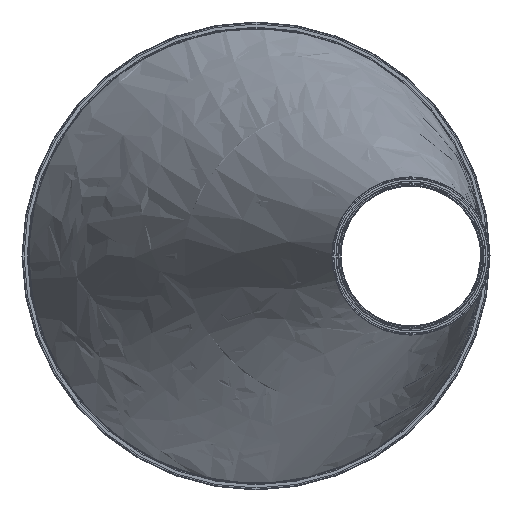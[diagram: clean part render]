
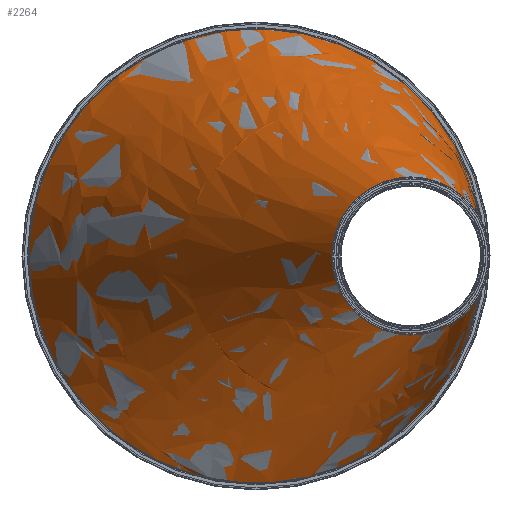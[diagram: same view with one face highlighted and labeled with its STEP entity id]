
A CAD part, left-side view. The second image highlights one B-rep face of the part: STEP entity #2264.
In plain terms, the highlighted free-form (B-spline) face has degree [1, 2] with [2, 9] control points.
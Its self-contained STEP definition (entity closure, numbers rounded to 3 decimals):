
#11=(
BOUNDED_SURFACE()
B_SPLINE_SURFACE(1,2,((#4052,#4053,#4054,#4055,#4056,#4057,#4058,#4059,
#4060),(#4061,#4062,#4063,#4064,#4065,#4066,#4067,#4068,#4069)),
 .UNSPECIFIED.,.F.,.T.,.F.)
B_SPLINE_SURFACE_WITH_KNOTS((2,2),(3,2,2,2,3),(-0.262,2.699),
(-3.142,-1.571,0.,1.571,3.142),
 .UNSPECIFIED.)
GEOMETRIC_REPRESENTATION_ITEM()
RATIONAL_B_SPLINE_SURFACE(((1.,0.707,1.,0.707,1.,
0.707,1.,0.707,1.),(1.,0.707,1.,0.707,
1.,0.707,1.,0.707,1.)))
REPRESENTATION_ITEM('')
SURFACE()
);
#22=B_SPLINE_CURVE_WITH_KNOTS('',1,(#4070,#4071),.UNSPECIFIED.,.F.,.F.,
(2,2),(-2.621,-0.018),.UNSPECIFIED.);
#280=FACE_OUTER_BOUND('',#468,.T.);
#468=EDGE_LOOP('',(#1676,#1677,#1678,#1679,#1680,#1681,#1682));
#631=CIRCLE('',#2493,79.5);
#632=CIRCLE('',#2494,79.5);
#633=CIRCLE('',#2495,79.5);
#640=CIRCLE('',#2508,249.375);
#641=CIRCLE('',#2509,249.375);
#1013=VERTEX_POINT('',#3713);
#1014=VERTEX_POINT('',#3714);
#1015=VERTEX_POINT('',#3716);
#1023=VERTEX_POINT('',#3843);
#1024=VERTEX_POINT('',#3844);
#1233=EDGE_CURVE('',#1013,#1014,#631,.T.);
#1234=EDGE_CURVE('',#1014,#1015,#632,.T.);
#1235=EDGE_CURVE('',#1015,#1013,#633,.T.);
#1245=EDGE_CURVE('',#1023,#1024,#640,.T.);
#1246=EDGE_CURVE('',#1024,#1023,#641,.T.);
#1255=EDGE_CURVE('',#1014,#1024,#22,.T.);
#1676=ORIENTED_EDGE('',*,*,#1235,.T.);
#1677=ORIENTED_EDGE('',*,*,#1233,.T.);
#1678=ORIENTED_EDGE('',*,*,#1255,.T.);
#1679=ORIENTED_EDGE('',*,*,#1246,.T.);
#1680=ORIENTED_EDGE('',*,*,#1245,.T.);
#1681=ORIENTED_EDGE('',*,*,#1255,.F.);
#1682=ORIENTED_EDGE('',*,*,#1234,.T.);
#2264=ADVANCED_FACE('',(#280),#11,.F.);
#2493=AXIS2_PLACEMENT_3D('',#3715,#3026,#3027);
#2494=AXIS2_PLACEMENT_3D('',#3717,#3028,#3029);
#2495=AXIS2_PLACEMENT_3D('',#3718,#3030,#3031);
#2508=AXIS2_PLACEMENT_3D('',#3845,#3057,#3058);
#2509=AXIS2_PLACEMENT_3D('',#3846,#3059,#3060);
#3026=DIRECTION('center_axis',(0.,0.,-1.));
#3027=DIRECTION('ref_axis',(1.,0.,0.));
#3028=DIRECTION('center_axis',(0.,0.,-1.));
#3029=DIRECTION('ref_axis',(1.,0.,0.));
#3030=DIRECTION('center_axis',(0.,0.,-1.));
#3031=DIRECTION('ref_axis',(1.,0.,0.));
#3057=DIRECTION('center_axis',(0.,0.,1.));
#3058=DIRECTION('ref_axis',(1.,0.,0.));
#3059=DIRECTION('center_axis',(0.,0.,1.));
#3060=DIRECTION('ref_axis',(1.,0.,0.));
#3713=CARTESIAN_POINT('',(-79.5,0.,0.));
#3714=CARTESIAN_POINT('',(-5.393,79.317,0.));
#3715=CARTESIAN_POINT('Origin',(0.,0.,0.));
#3716=CARTESIAN_POINT('',(79.5,0.,0.));
#3717=CARTESIAN_POINT('Origin',(0.,0.,0.));
#3718=CARTESIAN_POINT('Origin',(0.,0.,0.));
#3843=CARTESIAN_POINT('',(-79.5,0.,-608.));
#3844=CARTESIAN_POINT('',(152.959,248.801,-608.));
#3845=CARTESIAN_POINT('Origin',(169.875,0.,-608.));
#3846=CARTESIAN_POINT('Origin',(169.875,0.,-608.));
#4052=CARTESIAN_POINT('Ctrl Pts',(169.981,267.019,-673.357));
#4053=CARTESIAN_POINT('Ctrl Pts',(-79.5,267.019,-738.334));
#4054=CARTESIAN_POINT('Ctrl Pts',(-79.5,0.,
-738.334));
#4055=CARTESIAN_POINT('Ctrl Pts',(-79.5,-267.019,-738.334));
#4056=CARTESIAN_POINT('Ctrl Pts',(169.981,-267.019,-673.357));
#4057=CARTESIAN_POINT('Ctrl Pts',(419.463,-267.019,-608.38));
#4058=CARTESIAN_POINT('Ctrl Pts',(419.463,0.,
-608.38));
#4059=CARTESIAN_POINT('Ctrl Pts',(419.463,267.019,-608.38));
#4060=CARTESIAN_POINT('Ctrl Pts',(169.981,267.019,-673.357));
#4061=CARTESIAN_POINT('Ctrl Pts',(-10.1,74.278,18.075));
#4062=CARTESIAN_POINT('Ctrl Pts',(-79.5,74.278,0.));
#4063=CARTESIAN_POINT('Ctrl Pts',(-79.5,0.,
0.));
#4064=CARTESIAN_POINT('Ctrl Pts',(-79.5,-74.278,0.));
#4065=CARTESIAN_POINT('Ctrl Pts',(-10.1,-74.278,18.075));
#4066=CARTESIAN_POINT('Ctrl Pts',(59.299,-74.278,36.15));
#4067=CARTESIAN_POINT('Ctrl Pts',(59.299,0.,
36.15));
#4068=CARTESIAN_POINT('Ctrl Pts',(59.299,74.278,36.15));
#4069=CARTESIAN_POINT('Ctrl Pts',(-10.1,74.278,18.075));
#4070=CARTESIAN_POINT('Ctrl Pts',(-5.393,79.317,0.));
#4071=CARTESIAN_POINT('Ctrl Pts',(152.959,248.801,-608.));
